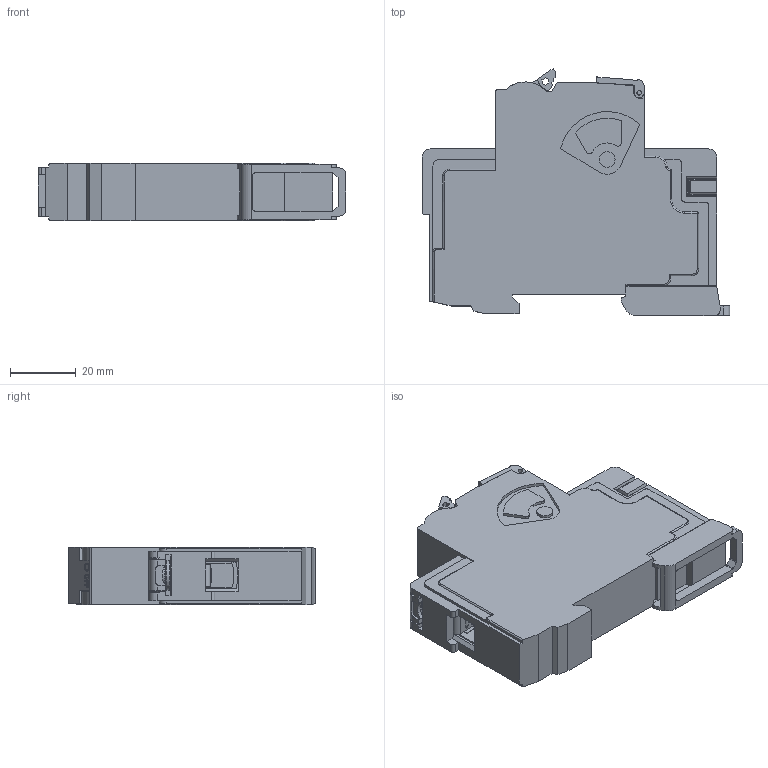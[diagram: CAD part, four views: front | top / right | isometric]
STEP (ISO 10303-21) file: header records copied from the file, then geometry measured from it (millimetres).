
FILE_DESCRIPTION(/* description */ (''),/* implementation_level */ '2;1');
FILE_NAME(/* name */ 'UL508_1polig.stp',/* time_stamp */ '2012-03-30T10:45:26+02:00',/* author */ (''),/* organization */ (''),/* preprocessor_version */ 'ST-DEVELOPER v11',/* originating_system */ 'SIEMENS PLM Software NX 7.5',/* authorisation */ '');
FILE_SCHEMA (('AUTOMOTIVE_DESIGN { 1 0 10303 214 1 1 1 1 }'));
Length unit declared in the file: millimetre
Products named in the file (1): Sass12F9oox9
Bounding box: 93.3 x 74.89 x 17.5 mm (x, y, z)
Volume: 0.4 mm3; surface area: 22534.8 mm2
Topology: 3 solids, 4 shells, 1054 faces, 2789 edges, 1759 vertices
Faces by surface type: plane 661, cylinder 238, cone 64, revolution 36, torus 29, bspline 16, sphere 6, extrusion 4
Full cylindrical faces by diameter (mm): 1.4 x2, 1.5 x4, 4.2 x2, 4.8 x2, 5.4 x2, 7.3 x3, 9 x1, 9.6 x2
Entity records: 33769 total; most frequent: CARTESIAN_POINT 7817, ORIENTED_EDGE 5434, DIRECTION 5288, EDGE_CURVE 2717, VECTOR 1846, LINE 1842, VERTEX_POINT 1733, AXIS2_PLACEMENT_3D 1703
